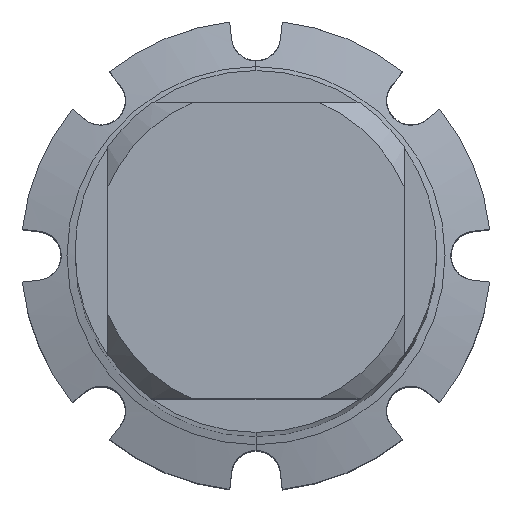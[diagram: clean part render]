
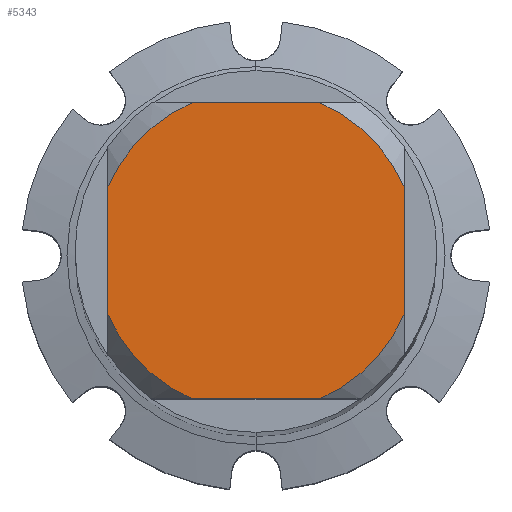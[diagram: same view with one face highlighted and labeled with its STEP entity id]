
A CAD part, top view. The second image highlights one B-rep face of the part: STEP entity #5343.
In plain terms, the highlighted planar face has unit normal (0, 0, 1).
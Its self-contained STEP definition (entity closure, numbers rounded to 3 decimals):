
#3893=EDGE_CURVE('',#7619,#8909,#10802,.T.);
#4881=EDGE_CURVE('',#6711,#8753,#11864,.T.);
#5343=ADVANCED_FACE('',(#12364),#12365,.T.);
#5637=EDGE_CURVE('',#7717,#8909,#12685,.T.);
#6289=VERTEX_POINT('',#13389);
#6711=VERTEX_POINT('',#13839);
#7619=VERTEX_POINT('',#14847);
#7717=VERTEX_POINT('',#14951);
#7979=EDGE_CURVE('',#7619,#8349,#15234,.T.);
#8083=VERTEX_POINT('',#15347);
#8349=VERTEX_POINT('',#15633);
#8753=VERTEX_POINT('',#16086);
#8909=VERTEX_POINT('',#16254);
#9185=EDGE_CURVE('',#6711,#8083,#16554,.T.);
#9231=EDGE_CURVE('',#6289,#8753,#16604,.T.);
#9461=EDGE_CURVE('',#6289,#8349,#16852,.T.);
#9595=EDGE_CURVE('',#7717,#8083,#16997,.T.);
#10802=CIRCLE('',#18584,4.9);
#11864=CIRCLE('',#20474,4.9);
#12364=FACE_OUTER_BOUND('',#21312,.T.);
#12365=PLANE('',#21313);
#12685=LINE('',#21865,#21866);
#13389=CARTESIAN_POINT('',(-4.5,1.939,0.0));
#13839=CARTESIAN_POINT('',(-1.939,-4.5,0.0));
#14847=CARTESIAN_POINT('',(1.939,4.5,0.0));
#14951=CARTESIAN_POINT('',(4.5,-1.939,0.0));
#15234=LINE('',#26195,#26196);
#15347=CARTESIAN_POINT('',(1.939,-4.5,0.0));
#15633=CARTESIAN_POINT('',(-1.939,4.5,0.0));
#16086=CARTESIAN_POINT('',(-4.5,-1.939,0.0));
#16254=CARTESIAN_POINT('',(4.5,1.939,0.0));
#16554=LINE('',#28481,#28482);
#16604=LINE('',#28582,#28583);
#16852=CIRCLE('',#28996,4.9);
#16997=CIRCLE('',#29221,4.9);
#18584=AXIS2_PLACEMENT_3D('',#31054,#31055,#31056);
#20474=AXIS2_PLACEMENT_3D('',#32063,#32064,#32065);
#21312=EDGE_LOOP('',(#32734,#32735,#32736,#32737,#32738,#32739,#32740,#32741));
#21313=AXIS2_PLACEMENT_3D('',#32742,#32743,#32744);
#21865=CARTESIAN_POINT('',(4.5,1.225,0.0));
#21866=VECTOR('',#33058,1.0);
#26195=CARTESIAN_POINT('',(0.0,4.5,0.0));
#26196=VECTOR('',#35893,1.0);
#28481=CARTESIAN_POINT('',(0.0,-4.5,0.0));
#28482=VECTOR('',#37334,1.0);
#28582=CARTESIAN_POINT('',(-4.5,1.225,0.0));
#28583=VECTOR('',#37385,1.0);
#28996=AXIS2_PLACEMENT_3D('',#37684,#37685,#37686);
#29221=AXIS2_PLACEMENT_3D('',#37819,#37820,#37821);
#31054=CARTESIAN_POINT('',(0.0,0.0,0.0));
#31055=DIRECTION('',(0.0,0.0,-1.0));
#31056=DIRECTION('',(0.0,1.0,0.0));
#32063=CARTESIAN_POINT('',(0.0,0.0,0.0));
#32064=DIRECTION('',(0.0,0.0,-1.0));
#32065=DIRECTION('',(0.0,1.0,0.0));
#32734=ORIENTED_EDGE('',*,*,#9231,.T.);
#32735=ORIENTED_EDGE('',*,*,#4881,.F.);
#32736=ORIENTED_EDGE('',*,*,#9185,.T.);
#32737=ORIENTED_EDGE('',*,*,#9595,.F.);
#32738=ORIENTED_EDGE('',*,*,#5637,.T.);
#32739=ORIENTED_EDGE('',*,*,#3893,.F.);
#32740=ORIENTED_EDGE('',*,*,#7979,.T.);
#32741=ORIENTED_EDGE('',*,*,#9461,.F.);
#32742=CARTESIAN_POINT('',(0.0,2.45,0.0));
#32743=DIRECTION('',(-0.0,0.0,1.0));
#32744=DIRECTION('',(0.0,-1.0,0.0));
#33058=DIRECTION('',(-0.0,1.0,0.0));
#35893=DIRECTION('',(-1.0,0.0,0.0));
#37334=DIRECTION('',(1.0,0.0,0.0));
#37385=DIRECTION('',(-0.0,-1.0,0.0));
#37684=CARTESIAN_POINT('',(0.0,0.0,0.0));
#37685=DIRECTION('',(0.0,0.0,-1.0));
#37686=DIRECTION('',(0.0,1.0,0.0));
#37819=CARTESIAN_POINT('',(0.0,0.0,0.0));
#37820=DIRECTION('',(0.0,0.0,-1.0));
#37821=DIRECTION('',(0.0,1.0,0.0));
